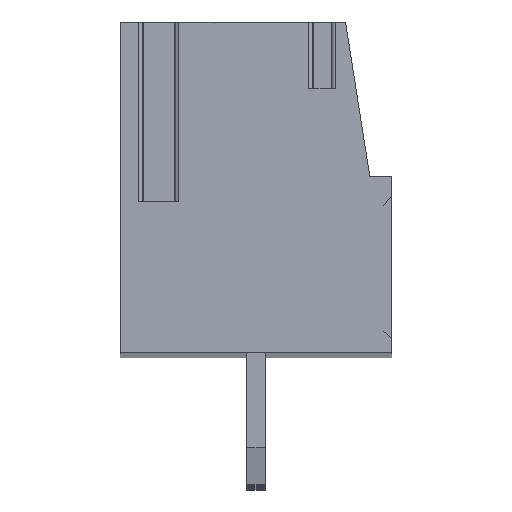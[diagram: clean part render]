
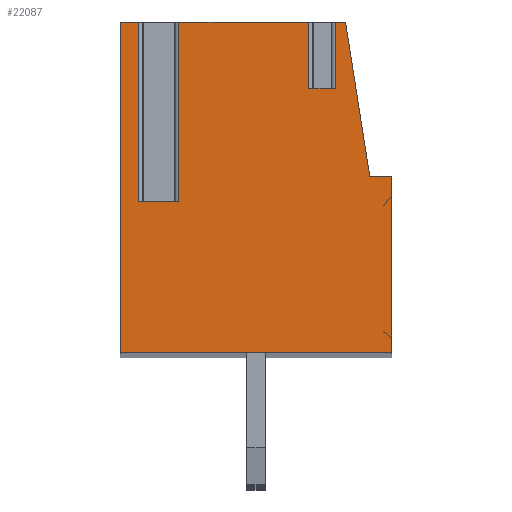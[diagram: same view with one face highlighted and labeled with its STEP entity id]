
A CAD part, top view. The second image highlights one B-rep face of the part: STEP entity #22087.
In plain terms, the highlighted planar face has unit normal (0, 0, 1).
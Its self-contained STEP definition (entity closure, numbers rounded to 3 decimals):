
#6351=DIRECTION('',(0.,1.,0.));
#6352=VECTOR('',#6351,1.8);
#6353=CARTESIAN_POINT('',(1.436,2.4,1.905));
#6354=LINE('',#6353,#6352);
#6355=DIRECTION('',(0.,1.,0.));
#6356=VECTOR('',#6355,1.8);
#6357=CARTESIAN_POINT('',(2.164,2.4,1.905));
#6358=LINE('',#6357,#6356);
#6359=DIRECTION('',(-1.,0.,0.));
#6360=VECTOR('',#6359,0.276);
#6361=CARTESIAN_POINT('',(2.44,4.2,1.905));
#6362=LINE('',#6361,#6360);
#6363=DIRECTION('',(-0.155,0.988,0.));
#6364=VECTOR('',#6363,4.252);
#6365=CARTESIAN_POINT('',(3.1,0.,1.905));
#6366=LINE('',#6365,#6364);
#6367=DIRECTION('',(-1.,0.,0.));
#6368=VECTOR('',#6367,0.6);
#6369=CARTESIAN_POINT('',(3.7,0.,1.905));
#6370=LINE('',#6369,#6368);
#6371=DIRECTION('',(0.,1.,0.));
#6372=VECTOR('',#6371,4.8);
#6373=CARTESIAN_POINT('',(3.7,-4.8,1.905));
#6374=LINE('',#6373,#6372);
#6375=DIRECTION('',(1.,0.,0.));
#6376=VECTOR('',#6375,7.4);
#6377=CARTESIAN_POINT('',(-3.7,-4.8,1.905));
#6378=LINE('',#6377,#6376);
#6379=DIRECTION('',(0.,-1.,0.));
#6380=VECTOR('',#6379,9.);
#6381=CARTESIAN_POINT('',(-3.7,4.2,1.905));
#6382=LINE('',#6381,#6380);
#6383=DIRECTION('',(-1.,0.,0.));
#6384=VECTOR('',#6383,0.504);
#6385=CARTESIAN_POINT('',(-3.196,4.2,1.905));
#6386=LINE('',#6385,#6384);
#6387=DIRECTION('',(0.,1.,0.));
#6388=VECTOR('',#6387,4.9);
#6389=CARTESIAN_POINT('',(-3.196,-0.7,1.905));
#6390=LINE('',#6389,#6388);
#6391=DIRECTION('',(-1.,0.,0.));
#6392=VECTOR('',#6391,1.093);
#6393=CARTESIAN_POINT('',(-2.104,-0.7,1.905));
#6394=LINE('',#6393,#6392);
#6395=DIRECTION('',(0.,1.,0.));
#6396=VECTOR('',#6395,4.9);
#6397=CARTESIAN_POINT('',(-2.104,-0.7,1.905));
#6398=LINE('',#6397,#6396);
#6399=DIRECTION('',(-1.,0.,0.));
#6400=VECTOR('',#6399,3.54);
#6401=CARTESIAN_POINT('',(1.436,4.2,1.905));
#6402=LINE('',#6401,#6400);
#6412=DIRECTION('',(1.,0.,0.));
#6413=VECTOR('',#6412,0.728);
#6414=CARTESIAN_POINT('',(1.436,2.4,1.905));
#6415=LINE('',#6414,#6413);
#10147=CARTESIAN_POINT('',(3.7,0.,1.905));
#10148=CARTESIAN_POINT('',(3.1,0.,1.905));
#10149=VERTEX_POINT('',#10147);
#10150=VERTEX_POINT('',#10148);
#10151=CARTESIAN_POINT('',(2.44,4.2,1.905));
#10152=VERTEX_POINT('',#10151);
#10153=CARTESIAN_POINT('',(-3.7,4.2,1.905));
#10154=CARTESIAN_POINT('',(-3.7,-4.8,1.905));
#10155=VERTEX_POINT('',#10153);
#10156=VERTEX_POINT('',#10154);
#10157=CARTESIAN_POINT('',(3.7,-4.8,1.905));
#10158=VERTEX_POINT('',#10157);
#10167=CARTESIAN_POINT('',(-2.104,-0.7,1.905));
#10168=CARTESIAN_POINT('',(-3.196,-0.7,1.905));
#10169=VERTEX_POINT('',#10167);
#10170=VERTEX_POINT('',#10168);
#10171=CARTESIAN_POINT('',(-3.196,4.2,1.905));
#10172=VERTEX_POINT('',#10171);
#10173=CARTESIAN_POINT('',(-2.104,4.2,1.905));
#10174=VERTEX_POINT('',#10173);
#10179=CARTESIAN_POINT('',(1.436,4.2,1.905));
#10180=VERTEX_POINT('',#10179);
#10182=CARTESIAN_POINT('',(2.164,4.2,1.905));
#10184=VERTEX_POINT('',#10182);
#10247=CARTESIAN_POINT('',(1.436,2.4,1.905));
#10248=VERTEX_POINT('',#10247);
#10250=CARTESIAN_POINT('',(2.164,2.4,1.905));
#10252=VERTEX_POINT('',#10250);
#22056=CARTESIAN_POINT('',(0.,0.,1.905));
#22057=DIRECTION('',(0.,0.,1.));
#22058=DIRECTION('',(1.,0.,0.));
#22059=AXIS2_PLACEMENT_3D('',#22056,#22057,#22058);
#22060=PLANE('',#22059);
#22062=ORIENTED_EDGE('',*,*,#22061,.F.);
#22064=ORIENTED_EDGE('',*,*,#22063,.T.);
#22066=ORIENTED_EDGE('',*,*,#22065,.T.);
#22067=ORIENTED_EDGE('',*,*,#13240,.F.);
#22069=ORIENTED_EDGE('',*,*,#22068,.F.);
#22071=ORIENTED_EDGE('',*,*,#22070,.F.);
#22073=ORIENTED_EDGE('',*,*,#22072,.F.);
#22075=ORIENTED_EDGE('',*,*,#22074,.F.);
#22076=ORIENTED_EDGE('',*,*,#20782,.F.);
#22077=ORIENTED_EDGE('',*,*,#13264,.F.);
#22079=ORIENTED_EDGE('',*,*,#22078,.F.);
#22081=ORIENTED_EDGE('',*,*,#22080,.F.);
#22083=ORIENTED_EDGE('',*,*,#22082,.T.);
#22084=ORIENTED_EDGE('',*,*,#13252,.F.);
#22085=EDGE_LOOP('',(#22062,#22064,#22066,#22067,#22069,#22071,#22073,#22075,
#22076,#22077,#22079,#22081,#22083,#22084));
#22086=FACE_OUTER_BOUND('',#22085,.F.);
#13240=EDGE_CURVE('',#10152,#10184,#6362,.T.);
#13252=EDGE_CURVE('',#10180,#10174,#6402,.T.);
#13264=EDGE_CURVE('',#10172,#10155,#6386,.T.);
#20782=EDGE_CURVE('',#10155,#10156,#6382,.T.);
#22061=EDGE_CURVE('',#10248,#10180,#6354,.T.);
#22063=EDGE_CURVE('',#10248,#10252,#6415,.T.);
#22065=EDGE_CURVE('',#10252,#10184,#6358,.T.);
#22068=EDGE_CURVE('',#10150,#10152,#6366,.T.);
#22070=EDGE_CURVE('',#10149,#10150,#6370,.T.);
#22072=EDGE_CURVE('',#10158,#10149,#6374,.T.);
#22074=EDGE_CURVE('',#10156,#10158,#6378,.T.);
#22078=EDGE_CURVE('',#10170,#10172,#6390,.T.);
#22080=EDGE_CURVE('',#10169,#10170,#6394,.T.);
#22082=EDGE_CURVE('',#10169,#10174,#6398,.T.);
#22087=ADVANCED_FACE('',(#22086),#22060,.T.);
